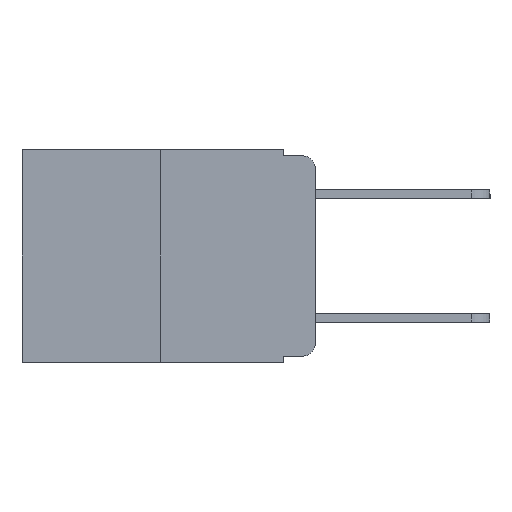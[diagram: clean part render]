
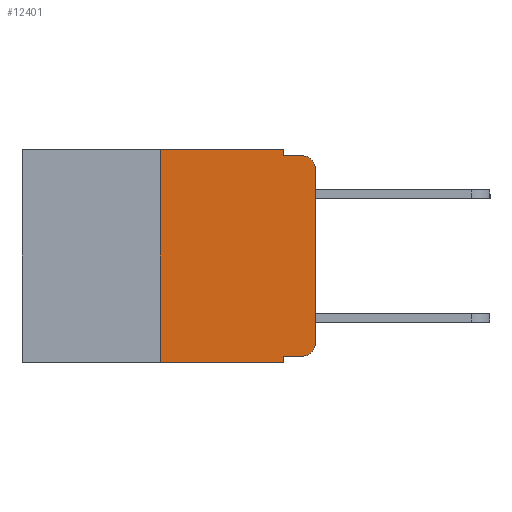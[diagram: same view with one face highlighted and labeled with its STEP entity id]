
A CAD part, left-side view. The second image highlights one B-rep face of the part: STEP entity #12401.
In plain terms, the highlighted planar face has unit normal (-1, 0, 0).
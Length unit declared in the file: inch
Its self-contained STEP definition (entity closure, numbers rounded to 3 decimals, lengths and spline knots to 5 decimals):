
#211 = VECTOR ( 'NONE', #8247, 39.37008 ) ;
#452 = DIRECTION ( 'NONE',  ( 1., 0., 0. ) ) ;
#626 = DIRECTION ( 'NONE',  ( 0., 0., -1. ) ) ;
#1050 = CARTESIAN_POINT ( 'NONE',  ( 0., 0.051, 0. ) ) ;
#1210 = VERTEX_POINT ( 'NONE', #16741 ) ;
#1262 = CIRCLE ( 'NONE', #3120, 0.02 ) ;
#1523 = EDGE_CURVE ( 'NONE', #13649, #1210, #7727, .T. ) ;
#2030 = CARTESIAN_POINT ( 'NONE',  ( 0., 0.473, 0. ) ) ;
#2040 = VERTEX_POINT ( 'NONE', #15130 ) ;
#2105 = EDGE_CURVE ( 'NONE', #3170, #8792, #14249, .T. ) ;
#2261 = CARTESIAN_POINT ( 'NONE',  ( 0., 0., -0.03 ) ) ;
#2634 = EDGE_CURVE ( 'NONE', #3658, #3715, #15168, .T. ) ;
#2662 = EDGE_CURVE ( 'NONE', #3715, #3439, #1262, .T. ) ;
#2669 = EDGE_CURVE ( 'NONE', #8227, #3439, #4529, .T. ) ;
#2705 = EDGE_CURVE ( 'NONE', #1210, #8227, #14233, .T. ) ;
#2763 = EDGE_CURVE ( 'NONE', #3170, #13649, #11638, .T. ) ;
#2786 = EDGE_CURVE ( 'NONE', #2040, #8792, #16223, .T. ) ;
#2817 = EDGE_CURVE ( 'NONE', #2040, #5809, #10049, .T. ) ;
#2845 = EDGE_CURVE ( 'NONE', #5809, #3658, #6216, .T. ) ;
#2943 = AXIS2_PLACEMENT_3D ( 'NONE', #9888, #9974, #9981 ) ;
#3120 = AXIS2_PLACEMENT_3D ( 'NONE', #6260, #6313, #6395 ) ;
#3170 = VERTEX_POINT ( 'NONE', #9529 ) ;
#3177 = CARTESIAN_POINT ( 'NONE',  ( 0., 0.051, -0.333 ) ) ;
#3439 = VERTEX_POINT ( 'NONE', #14410 ) ;
#3550 = VECTOR ( 'NONE', #13260, 39.37008 ) ;
#3658 = VERTEX_POINT ( 'NONE', #4515 ) ;
#3715 = VERTEX_POINT ( 'NONE', #2261 ) ;
#4196 = CARTESIAN_POINT ( 'NONE',  ( 0., 0.051, -0.01 ) ) ;
#4515 = CARTESIAN_POINT ( 'NONE',  ( 0., 0., -0.313 ) ) ;
#4529 = LINE ( 'NONE', #4196, #211 ) ;
#4989 = VECTOR ( 'NONE', #5223, 39.37008 ) ;
#5223 = DIRECTION ( 'NONE',  ( 0., 0., 1. ) ) ;
#5809 = VERTEX_POINT ( 'NONE', #7199 ) ;
#6216 = CIRCLE ( 'NONE', #2943, 0.02 ) ;
#6260 = CARTESIAN_POINT ( 'NONE',  ( 0., 0.02, -0.03 ) ) ;
#6277 = ORIENTED_EDGE ( 'NONE', *, *, #2634, .T. ) ;
#6313 = DIRECTION ( 'NONE',  ( -1., 0., 0. ) ) ;
#6395 = DIRECTION ( 'NONE',  ( 0., 0., -1. ) ) ;
#6517 = ORIENTED_EDGE ( 'NONE', *, *, #2662, .T. ) ;
#6676 = VECTOR ( 'NONE', #11135, 39.37008 ) ;
#6797 = CARTESIAN_POINT ( 'NONE',  ( 0., 0.473, 0. ) ) ;
#6905 = ORIENTED_EDGE ( 'NONE', *, *, #2669, .F. ) ;
#6957 = ORIENTED_EDGE ( 'NONE', *, *, #2705, .F. ) ;
#7124 = ORIENTED_EDGE ( 'NONE', *, *, #1523, .F. ) ;
#7164 = ORIENTED_EDGE ( 'NONE', *, *, #2763, .F. ) ;
#7199 = CARTESIAN_POINT ( 'NONE',  ( 0., 0.02, -0.333 ) ) ;
#7206 = ORIENTED_EDGE ( 'NONE', *, *, #2105, .T. ) ;
#7281 = ORIENTED_EDGE ( 'NONE', *, *, #2786, .F. ) ;
#7366 = ORIENTED_EDGE ( 'NONE', *, *, #2817, .T. ) ;
#7393 = CARTESIAN_POINT ( 'NONE',  ( 0., 0.25, 0. ) ) ;
#7429 = ORIENTED_EDGE ( 'NONE', *, *, #2845, .T. ) ;
#7727 = LINE ( 'NONE', #6797, #11671 ) ;
#7991 = DIRECTION ( 'NONE',  ( 0., -1., 0. ) ) ;
#8038 = CARTESIAN_POINT ( 'NONE',  ( 0., 0.051, 0. ) ) ;
#8193 = DIRECTION ( 'NONE',  ( 0., 0., -1. ) ) ;
#8227 = VERTEX_POINT ( 'NONE', #16326 ) ;
#8247 = DIRECTION ( 'NONE',  ( 0., -1., 0. ) ) ;
#8792 = VERTEX_POINT ( 'NONE', #14112 ) ;
#9200 = EDGE_LOOP ( 'NONE', ( #6277, #6517, #6905, #6957, #7124, #7164, #7206, #7281, #7366, #7429 ) ) ;
#9529 = CARTESIAN_POINT ( 'NONE',  ( 0., 0.25, -0.343 ) ) ;
#9550 = CARTESIAN_POINT ( 'NONE',  ( 0., 0., 0. ) ) ;
#9652 = FACE_OUTER_BOUND ( 'NONE', #9200, .T. ) ;
#9685 = PLANE ( 'NONE',  #16624 ) ;
#9888 = CARTESIAN_POINT ( 'NONE',  ( 0., 0.02, -0.313 ) ) ;
#9974 = DIRECTION ( 'NONE',  ( -1., 0., 0. ) ) ;
#9981 = DIRECTION ( 'NONE',  ( 0., 0., -1. ) ) ;
#10049 = LINE ( 'NONE', #3177, #6676 ) ;
#10470 = VECTOR ( 'NONE', #626, 39.37008 ) ;
#10875 = VECTOR ( 'NONE', #10951, 39.37008 ) ;
#10951 = DIRECTION ( 'NONE',  ( 0., 0., 1. ) ) ;
#10996 = DIRECTION ( 'NONE',  ( 0., 0., -1. ) ) ;
#11135 = DIRECTION ( 'NONE',  ( 0., -1., 0. ) ) ;
#11251 = VECTOR ( 'NONE', #8193, 39.37008 ) ;
#11458 = CARTESIAN_POINT ( 'NONE',  ( 0., 0.25, 0. ) ) ;
#11638 = LINE ( 'NONE', #11458, #10875 ) ;
#11671 = VECTOR ( 'NONE', #7991, 39.37008 ) ;
#12401 = ADVANCED_FACE ( 'NONE', ( #9652 ), #9685, .F. ) ;
#13260 = DIRECTION ( 'NONE',  ( 0., -1., 0. ) ) ;
#13336 = CARTESIAN_POINT ( 'NONE',  ( 0., 0.473, -0.343 ) ) ;
#13649 = VERTEX_POINT ( 'NONE', #7393 ) ;
#14112 = CARTESIAN_POINT ( 'NONE',  ( 0., 0.051, -0.343 ) ) ;
#14233 = LINE ( 'NONE', #8038, #11251 ) ;
#14249 = LINE ( 'NONE', #13336, #3550 ) ;
#14410 = CARTESIAN_POINT ( 'NONE',  ( 0., 0.02, -0.01 ) ) ;
#15130 = CARTESIAN_POINT ( 'NONE',  ( 0., 0.051, -0.333 ) ) ;
#15168 = LINE ( 'NONE', #9550, #4989 ) ;
#16223 = LINE ( 'NONE', #1050, #10470 ) ;
#16326 = CARTESIAN_POINT ( 'NONE',  ( 0., 0.051, -0.01 ) ) ;
#16624 = AXIS2_PLACEMENT_3D ( 'NONE', #2030, #452, #10996 ) ;
#16741 = CARTESIAN_POINT ( 'NONE',  ( 0., 0.051, 0. ) ) ;
